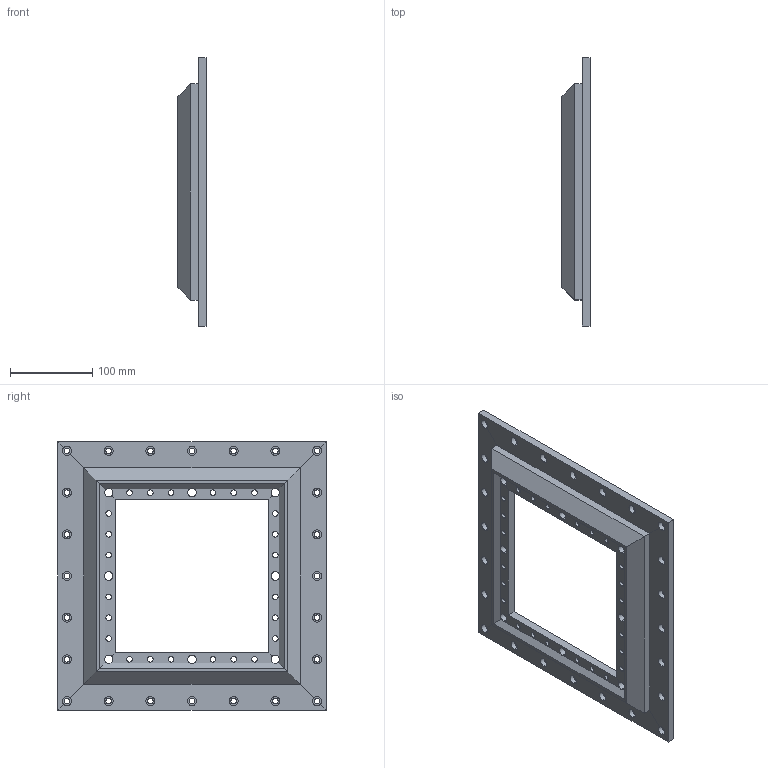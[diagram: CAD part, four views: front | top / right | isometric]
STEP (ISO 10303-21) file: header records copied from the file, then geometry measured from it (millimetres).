
FILE_DESCRIPTION (( 'STEP AP214' ), '1' );
FILE_NAME ('Cube base Mount - No Slots.STEP', '2024-06-14T00:14:02', ( '' ), ( '' ), 'SwSTEP 2.0', 'SolidWorks 2023', '' );
FILE_SCHEMA (( 'AUTOMOTIVE_DESIGN' ));
Length unit declared in the file: millimetre
Products named in the file (1): Cube base Mount - No Slots
Bounding box: 34.29 x 327.15 x 327.15 mm (x, y, z)
Volume: 978296.7 mm3; surface area: 206869.7 mm2
Topology: 1 solids, 1 shells, 312 faces, 804 edges, 520 vertices
Faces by surface type: cylinder 208, plane 104
Entity records: 9929 total; most frequent: DIRECTION 1866, CARTESIAN_POINT 1691, ORIENTED_EDGE 1608, EDGE_CURVE 804, AXIS2_PLACEMENT_3D 767, VERTEX_POINT 520, CIRCLE 454, EDGE_LOOP 452
